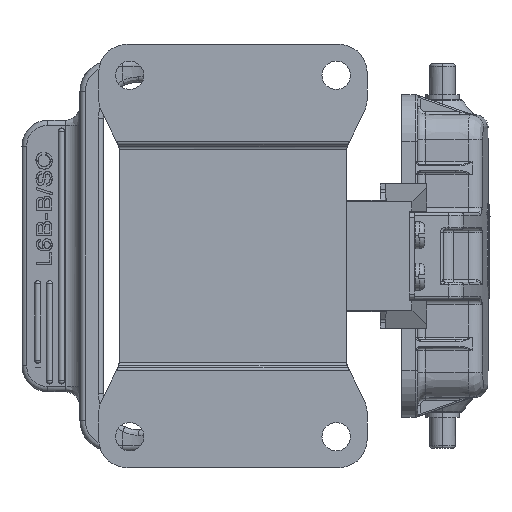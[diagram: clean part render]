
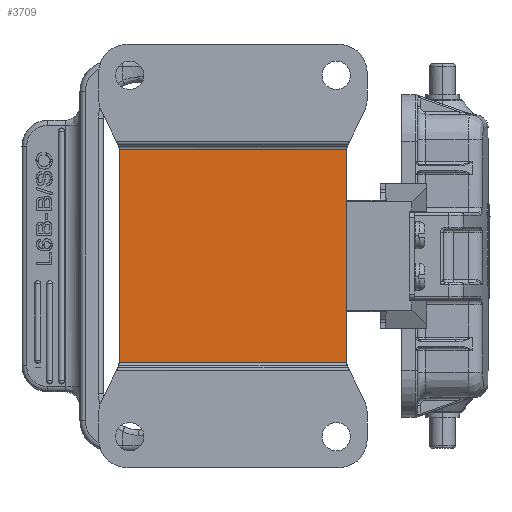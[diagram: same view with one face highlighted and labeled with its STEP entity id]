
A CAD part, front view. The second image highlights one B-rep face of the part: STEP entity #3709.
In plain terms, the highlighted planar face has unit normal (0, -1, 0).
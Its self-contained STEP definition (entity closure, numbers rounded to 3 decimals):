
#2387=PLANE('',#43422);
#3709=ADVANCED_FACE('',(#7099),#2387,.F.);
#7099=FACE_OUTER_BOUND('',#9472,.T.);
#9472=EDGE_LOOP('',(#21102,#21103,#21104,#21105,#21106,#21107,#21108,#21109));
#13640=LINE('',#71239,#16061);
#13668=LINE('',#71578,#16089);
#13677=LINE('',#71709,#16098);
#13678=LINE('',#71711,#16099);
#16061=VECTOR('',#48857,1.);
#16089=VECTOR('',#49019,1.);
#16098=VECTOR('',#49056,1.);
#16099=VECTOR('',#49059,1.);
#21102=ORIENTED_EDGE('',*,*,#34915,.F.);
#21103=ORIENTED_EDGE('',*,*,#35743,.F.);
#21104=ORIENTED_EDGE('',*,*,#35741,.T.);
#21105=ORIENTED_EDGE('',*,*,#35766,.T.);
#21106=ORIENTED_EDGE('',*,*,#35660,.F.);
#21107=ORIENTED_EDGE('',*,*,#35654,.F.);
#21108=ORIENTED_EDGE('',*,*,#35638,.T.);
#21109=ORIENTED_EDGE('',*,*,#35765,.T.);
#30641=VERTEX_POINT('',#67042);
#30642=VERTEX_POINT('',#67047);
#31121=VERTEX_POINT('',#71131);
#31122=VERTEX_POINT('',#71136);
#31134=VERTEX_POINT('',#71240);
#31137=VERTEX_POINT('',#71278);
#31178=VERTEX_POINT('',#71570);
#31179=VERTEX_POINT('',#71575);
#34915=EDGE_CURVE('',#30641,#30642,#40396,.T.);
#35638=EDGE_CURVE('',#31122,#31121,#40571,.T.);
#35654=EDGE_CURVE('',#31122,#31134,#13640,.T.);
#35660=EDGE_CURVE('',#31134,#31137,#40586,.T.);
#35741=EDGE_CURVE('',#31179,#31178,#40616,.T.);
#35743=EDGE_CURVE('',#31179,#30641,#13668,.T.);
#35765=EDGE_CURVE('',#31121,#30642,#13677,.T.);
#35766=EDGE_CURVE('',#31178,#31137,#13678,.T.);
#40396=B_SPLINE_CURVE_WITH_KNOTS('',3,(#67043,#67044,#67045,#67046),
 .UNSPECIFIED.,.F.,.F.,(4,4),(0.,1.),.UNSPECIFIED.);
#40571=B_SPLINE_CURVE_WITH_KNOTS('',3,(#71132,#71133,#71134,#71135),
 .UNSPECIFIED.,.F.,.F.,(4,4),(0.,1.),.UNSPECIFIED.);
#40586=B_SPLINE_CURVE_WITH_KNOTS('',3,(#71274,#71275,#71276,#71277),
 .UNSPECIFIED.,.F.,.F.,(4,4),(0.,1.),.UNSPECIFIED.);
#40616=B_SPLINE_CURVE_WITH_KNOTS('',3,(#71571,#71572,#71573,#71574),
 .UNSPECIFIED.,.F.,.F.,(4,4),(0.,1.),.UNSPECIFIED.);
#43422=AXIS2_PLACEMENT_3D('',#71712,#49060,#49061);
#48857=DIRECTION('',(0.,0.,-1.));
#49019=DIRECTION('',(0.,0.,1.));
#49056=DIRECTION('',(-1.,0.,0.));
#49059=DIRECTION('',(1.,0.,0.));
#49060=DIRECTION('',(0.,1.,0.));
#49061=DIRECTION('',(0.,0.,1.));
#67042=CARTESIAN_POINT('',(-21.941,-25.75,19.749));
#67043=CARTESIAN_POINT('',(-21.941,-25.75,19.749));
#67044=CARTESIAN_POINT('',(-21.941,-25.75,20.025));
#67045=CARTESIAN_POINT('',(-21.964,-25.75,20.3));
#67046=CARTESIAN_POINT('',(-22.009,-25.75,20.572));
#67047=CARTESIAN_POINT('',(-22.009,-25.75,20.572));
#71131=CARTESIAN_POINT('',(22.009,-25.75,20.572));
#71132=CARTESIAN_POINT('',(21.941,-25.75,19.749));
#71133=CARTESIAN_POINT('',(21.941,-25.75,20.025));
#71134=CARTESIAN_POINT('',(21.963,-25.75,20.3));
#71135=CARTESIAN_POINT('',(22.009,-25.75,20.572));
#71136=CARTESIAN_POINT('',(21.941,-25.75,19.749));
#71239=CARTESIAN_POINT('',(21.941,-25.75,19.749));
#71240=CARTESIAN_POINT('',(21.941,-25.75,-19.749));
#71274=CARTESIAN_POINT('',(21.941,-25.75,-19.749));
#71275=CARTESIAN_POINT('',(21.941,-25.75,-20.025));
#71276=CARTESIAN_POINT('',(21.964,-25.75,-20.3));
#71277=CARTESIAN_POINT('',(22.009,-25.75,-20.572));
#71278=CARTESIAN_POINT('',(22.009,-25.75,-20.572));
#71570=CARTESIAN_POINT('',(-22.009,-25.75,-20.572));
#71571=CARTESIAN_POINT('',(-21.941,-25.75,-19.749));
#71572=CARTESIAN_POINT('',(-21.941,-25.75,-20.025));
#71573=CARTESIAN_POINT('',(-21.963,-25.75,-20.3));
#71574=CARTESIAN_POINT('',(-22.009,-25.75,-20.572));
#71575=CARTESIAN_POINT('',(-21.941,-25.75,-19.749));
#71578=CARTESIAN_POINT('',(-21.941,-25.75,-19.749));
#71709=CARTESIAN_POINT('',(22.009,-25.75,20.572));
#71711=CARTESIAN_POINT('',(-22.009,-25.75,-20.572));
#71712=CARTESIAN_POINT('',(-47.,-25.75,20.904));
